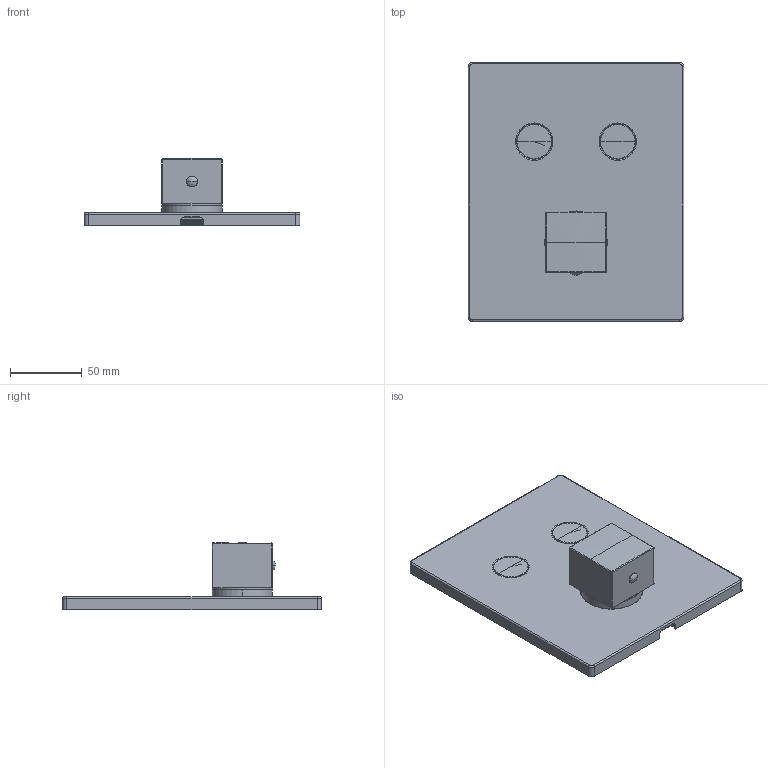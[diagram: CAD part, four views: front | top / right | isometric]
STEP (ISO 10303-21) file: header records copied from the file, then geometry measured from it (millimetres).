
FILE_DESCRIPTION((''),'2;1');
FILE_NAME('CPM518CR','2021-11-08T09:02:22',('ut3'),('PAFFONI SpA'),'CREO PARAMETRIC BY PTC INC, 2020044','CREO PARAMETRIC BY PTC INC, 2020044','');
FILE_SCHEMA(('CONFIG_CONTROL_DESIGN','SHAPE_APPEARANCE_LAYERS_GROUPS'));
Products named in the file (1): CPM518CR
Bounding box: 150 x 180 x 46.62 mm (x, y, z)
Volume: 177222.6 mm3; surface area: 150772.2 mm2
Topology: 5 solids, 5 shells, 2009 faces, 4844 edges, 2876 vertices
Faces by surface type: plane 651, cylinder 610, bspline 222, cone 205, torus 196, sphere 125
Entity records: 85527 total; most frequent: CARTESIAN_POINT 26275, ORIENTED_EDGE 9590, DIRECTION 9516, EDGE_CURVE 4795, AXIS2_PLACEMENT_3D 3713, VERTEX_POINT 2877, EDGE_LOOP 2153, VECTOR 2090
